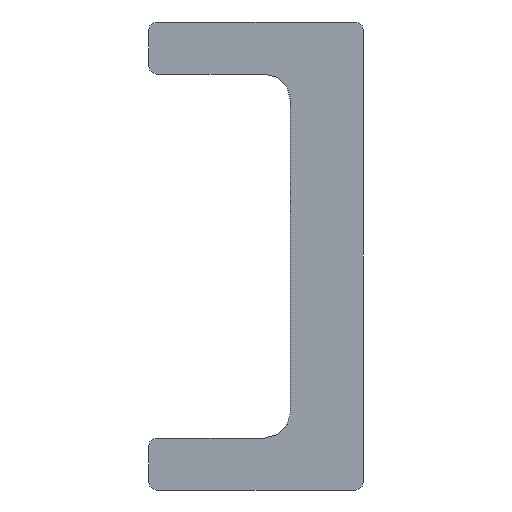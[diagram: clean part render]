
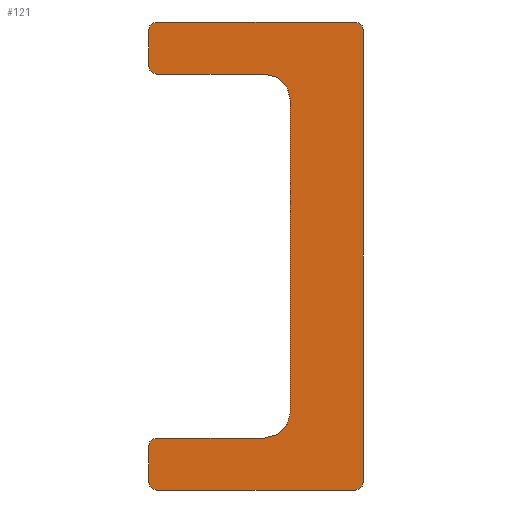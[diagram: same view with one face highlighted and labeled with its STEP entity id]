
A CAD part, front view. The second image highlights one B-rep face of the part: STEP entity #121.
In plain terms, the highlighted planar face has unit normal (0, -1, 0).
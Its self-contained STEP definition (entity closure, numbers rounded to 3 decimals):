
#121 = ADVANCED_FACE( '', ( #315 ), #316, .F. );
#315 = FACE_OUTER_BOUND( '', #670, .T. );
#316 = PLANE( '', #671 );
#670 = EDGE_LOOP( '', ( #1038, #1039, #1040, #1041, #1042, #1043, #1044, #1045, #1046, #1047, #1048, #1049, #1050, #1051, #1052, #1053 ) );
#671 = AXIS2_PLACEMENT_3D( '', #1054, #1055, #1056 );
#1038 = ORIENTED_EDGE( '', *, *, #1602, .F. );
#1039 = ORIENTED_EDGE( '', *, *, #1603, .T. );
#1040 = ORIENTED_EDGE( '', *, *, #1604, .F. );
#1041 = ORIENTED_EDGE( '', *, *, #1605, .T. );
#1042 = ORIENTED_EDGE( '', *, *, #1606, .F. );
#1043 = ORIENTED_EDGE( '', *, *, #1607, .T. );
#1044 = ORIENTED_EDGE( '', *, *, #1608, .F. );
#1045 = ORIENTED_EDGE( '', *, *, #1609, .T. );
#1046 = ORIENTED_EDGE( '', *, *, #1610, .F. );
#1047 = ORIENTED_EDGE( '', *, *, #1593, .T. );
#1048 = ORIENTED_EDGE( '', *, *, #1611, .F. );
#1049 = ORIENTED_EDGE( '', *, *, #1612, .T. );
#1050 = ORIENTED_EDGE( '', *, *, #1613, .F. );
#1051 = ORIENTED_EDGE( '', *, *, #1614, .T. );
#1052 = ORIENTED_EDGE( '', *, *, #1615, .F. );
#1053 = ORIENTED_EDGE( '', *, *, #1616, .T. );
#1054 = CARTESIAN_POINT( '', ( -4.125, 0., 9. ) );
#1055 = DIRECTION( '', ( 0., 1., 0. ) );
#1056 = DIRECTION( '', ( 0., 0., 1. ) );
#1593 = EDGE_CURVE( '', #1819, #1817, #1820, .T. );
#1602 = EDGE_CURVE( '', #1833, #1834, #1835, .T. );
#1603 = EDGE_CURVE( '', #1833, #1836, #1837, .F. );
#1604 = EDGE_CURVE( '', #1838, #1836, #1839, .T. );
#1605 = EDGE_CURVE( '', #1838, #1840, #1841, .F. );
#1606 = EDGE_CURVE( '', #1842, #1840, #1843, .T. );
#1607 = EDGE_CURVE( '', #1842, #1844, #1845, .F. );
#1608 = EDGE_CURVE( '', #1846, #1844, #1847, .T. );
#1609 = EDGE_CURVE( '', #1846, #1848, #1849, .T. );
#1610 = EDGE_CURVE( '', #1819, #1848, #1850, .T. );
#1611 = EDGE_CURVE( '', #1851, #1817, #1852, .T. );
#1612 = EDGE_CURVE( '', #1851, #1853, #1854, .F. );
#1613 = EDGE_CURVE( '', #1855, #1853, #1856, .T. );
#1614 = EDGE_CURVE( '', #1855, #1857, #1858, .F. );
#1615 = EDGE_CURVE( '', #1859, #1857, #1860, .T. );
#1616 = EDGE_CURVE( '', #1859, #1834, #1861, .F. );
#1817 = VERTEX_POINT( '', #2146 );
#1819 = VERTEX_POINT( '', #2149 );
#1820 = CIRCLE( '', #2150, 1. );
#1833 = VERTEX_POINT( '', #2164 );
#1834 = VERTEX_POINT( '', #2165 );
#1835 = LINE( '', #2166, #2167 );
#1836 = VERTEX_POINT( '', #2168 );
#1837 = CIRCLE( '', #2169, 0.3 );
#1838 = VERTEX_POINT( '', #2170 );
#1839 = LINE( '', #2171, #2172 );
#1840 = VERTEX_POINT( '', #2173 );
#1841 = CIRCLE( '', #2174, 0.3 );
#1842 = VERTEX_POINT( '', #2175 );
#1843 = LINE( '', #2176, #2177 );
#1844 = VERTEX_POINT( '', #2178 );
#1845 = CIRCLE( '', #2179, 0.3 );
#1846 = VERTEX_POINT( '', #2180 );
#1847 = LINE( '', #2181, #2182 );
#1848 = VERTEX_POINT( '', #2183 );
#1849 = CIRCLE( '', #2184, 1. );
#1850 = LINE( '', #2185, #2186 );
#1851 = VERTEX_POINT( '', #2187 );
#1852 = LINE( '', #2188, #2189 );
#1853 = VERTEX_POINT( '', #2190 );
#1854 = CIRCLE( '', #2191, 0.3 );
#1855 = VERTEX_POINT( '', #2192 );
#1856 = LINE( '', #2193, #2194 );
#1857 = VERTEX_POINT( '', #2195 );
#1858 = CIRCLE( '', #2196, 0.3 );
#1859 = VERTEX_POINT( '', #2197 );
#1860 = LINE( '', #2198, #2199 );
#1861 = CIRCLE( '', #2200, 0.3 );
#2146 = CARTESIAN_POINT( '', ( 0.325, 0., -7. ) );
#2149 = CARTESIAN_POINT( '', ( 1.325, 0., -6. ) );
#2150 = AXIS2_PLACEMENT_3D( '', #2512, #2513, #2514 );
#2164 = CARTESIAN_POINT( '', ( 4.125, 0., 8.7 ) );
#2165 = CARTESIAN_POINT( '', ( 4.125, 0., -8.7 ) );
#2166 = CARTESIAN_POINT( '', ( 4.125, 0., 9. ) );
#2167 = VECTOR( '', #2528, 1000. );
#2168 = CARTESIAN_POINT( '', ( 3.825, 0., 9. ) );
#2169 = AXIS2_PLACEMENT_3D( '', #2529, #2530, #2531 );
#2170 = CARTESIAN_POINT( '', ( -3.825, 0., 9. ) );
#2171 = CARTESIAN_POINT( '', ( -4.125, 0., 9. ) );
#2172 = VECTOR( '', #2532, 1000. );
#2173 = CARTESIAN_POINT( '', ( -4.125, 0., 8.7 ) );
#2174 = AXIS2_PLACEMENT_3D( '', #2533, #2534, #2535 );
#2175 = CARTESIAN_POINT( '', ( -4.125, 0., 7.3 ) );
#2176 = CARTESIAN_POINT( '', ( -4.125, 0., -9. ) );
#2177 = VECTOR( '', #2536, 1000. );
#2178 = CARTESIAN_POINT( '', ( -3.825, 0., 7. ) );
#2179 = AXIS2_PLACEMENT_3D( '', #2537, #2538, #2539 );
#2180 = CARTESIAN_POINT( '', ( 0.325, 0., 7. ) );
#2181 = CARTESIAN_POINT( '', ( -4.125, 0., 7. ) );
#2182 = VECTOR( '', #2540, 1000. );
#2183 = CARTESIAN_POINT( '', ( 1.325, 0., 6. ) );
#2184 = AXIS2_PLACEMENT_3D( '', #2541, #2542, #2543 );
#2185 = CARTESIAN_POINT( '', ( 1.325, 0., 7. ) );
#2186 = VECTOR( '', #2544, 1000. );
#2187 = CARTESIAN_POINT( '', ( -3.825, 0., -7. ) );
#2188 = CARTESIAN_POINT( '', ( 1.325, 0., -7. ) );
#2189 = VECTOR( '', #2545, 1000. );
#2190 = CARTESIAN_POINT( '', ( -4.125, 0., -7.3 ) );
#2191 = AXIS2_PLACEMENT_3D( '', #2546, #2547, #2548 );
#2192 = CARTESIAN_POINT( '', ( -4.125, 0., -8.7 ) );
#2193 = CARTESIAN_POINT( '', ( -4.125, 0., -9. ) );
#2194 = VECTOR( '', #2549, 1000. );
#2195 = CARTESIAN_POINT( '', ( -3.825, 0., -9. ) );
#2196 = AXIS2_PLACEMENT_3D( '', #2550, #2551, #2552 );
#2197 = CARTESIAN_POINT( '', ( 3.825, 0., -9. ) );
#2198 = CARTESIAN_POINT( '', ( 4.125, 0., -9. ) );
#2199 = VECTOR( '', #2553, 1000. );
#2200 = AXIS2_PLACEMENT_3D( '', #2554, #2555, #2556 );
#2512 = CARTESIAN_POINT( '', ( 0.325, 0., -6. ) );
#2513 = DIRECTION( '', ( 0., 1., 0. ) );
#2514 = DIRECTION( '', ( 0., 0., 1. ) );
#2528 = DIRECTION( '', ( 0., 0., -1. ) );
#2529 = CARTESIAN_POINT( '', ( 3.825, 0., 8.7 ) );
#2530 = DIRECTION( '', ( 0., 1., 0. ) );
#2531 = DIRECTION( '', ( 0., 0., 1. ) );
#2532 = DIRECTION( '', ( 1., 0., 0. ) );
#2533 = CARTESIAN_POINT( '', ( -3.825, 0., 8.7 ) );
#2534 = DIRECTION( '', ( 0., 1., 0. ) );
#2535 = DIRECTION( '', ( 0., 0., 1. ) );
#2536 = DIRECTION( '', ( 0., 0., 1. ) );
#2537 = CARTESIAN_POINT( '', ( -3.825, 0., 7.3 ) );
#2538 = DIRECTION( '', ( 0., 1., 0. ) );
#2539 = DIRECTION( '', ( 0., 0., 1. ) );
#2540 = DIRECTION( '', ( -1., 0., 0. ) );
#2541 = CARTESIAN_POINT( '', ( 0.325, 0., 6. ) );
#2542 = DIRECTION( '', ( 0., 1., 0. ) );
#2543 = DIRECTION( '', ( 0., 0., 1. ) );
#2544 = DIRECTION( '', ( 0., 0., 1. ) );
#2545 = DIRECTION( '', ( 1., 0., 0. ) );
#2546 = CARTESIAN_POINT( '', ( -3.825, 0., -7.3 ) );
#2547 = DIRECTION( '', ( 0., 1., 0. ) );
#2548 = DIRECTION( '', ( 0., 0., 1. ) );
#2549 = DIRECTION( '', ( 0., 0., 1. ) );
#2550 = CARTESIAN_POINT( '', ( -3.825, 0., -8.7 ) );
#2551 = DIRECTION( '', ( 0., 1., 0. ) );
#2552 = DIRECTION( '', ( 0., 0., 1. ) );
#2553 = DIRECTION( '', ( -1., 0., 0. ) );
#2554 = CARTESIAN_POINT( '', ( 3.825, 0., -8.7 ) );
#2555 = DIRECTION( '', ( 0., 1., 0. ) );
#2556 = DIRECTION( '', ( 0., 0., 1. ) );
